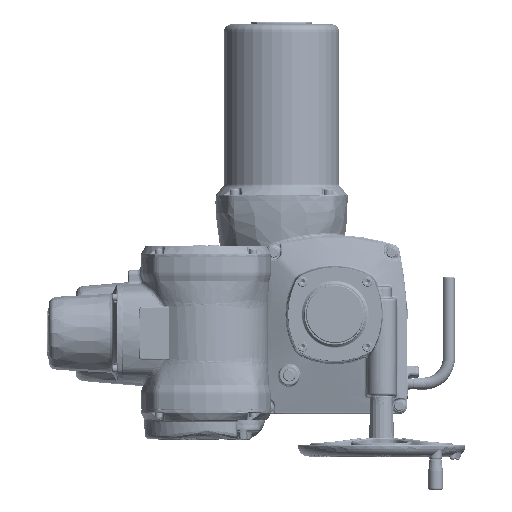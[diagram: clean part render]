
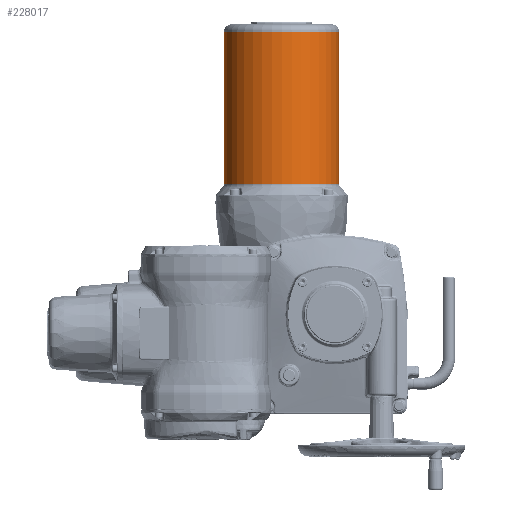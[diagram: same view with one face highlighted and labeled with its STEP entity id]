
A CAD part, top view. The second image highlights one B-rep face of the part: STEP entity #228017.
In plain terms, the highlighted cylindrical face has radius 75.5 mm (diameter 151 mm), a full revolution.
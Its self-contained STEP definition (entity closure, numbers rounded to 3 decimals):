
#8779=B_SPLINE_CURVE_WITH_KNOTS('',3,(#346707,#346708,#346709,#346710,#346711,
#346712,#346713,#346714,#346715,#346716,#346717,#346718,#346719,#346720,
#346721,#346722,#346723,#346724,#346725,#346726,#346727,#346728,#346729,
#346730,#346731,#346732,#346733,#346734,#346735,#346736,#346737,#346738,
#346739,#346740,#346741),.UNSPECIFIED.,.T.,.F.,(1,1,1,1,1,1,1,1,1,1,1,1,
1,1,1,1,1,1,1,1,1,1,1,1,1,1,1,1,1,1,1,1,1,1,1,1,1,1,1),(-0.095,
-0.064,-0.033,0.,0.03,0.061,0.092,
0.123,0.155,0.186,0.217,0.248,
0.28,0.311,0.342,0.373,
0.405,0.436,0.467,0.498,
0.53,0.561,0.592,0.623,
0.655,0.686,0.717,0.748,
0.78,0.811,0.842,0.873,
0.905,0.936,0.967,1.,1.03,1.061,
1.092),.UNSPECIFIED.);
#13973=CYLINDRICAL_SURFACE('',#239098,75.5);
#48958=ORIENTED_EDGE('',*,*,#90597,.T.);
#48959=ORIENTED_EDGE('',*,*,#90596,.T.);
#48960=ORIENTED_EDGE('',*,*,#90598,.T.);
#90596=EDGE_CURVE('',#112189,#112189,#8779,.T.);
#90597=EDGE_CURVE('',#112190,#112190,#124614,.T.);
#90598=EDGE_CURVE('',#112191,#112191,#124615,.T.);
#112189=VERTEX_POINT('',#346742);
#112190=VERTEX_POINT('',#346745);
#112191=VERTEX_POINT('',#346747);
#124614=CIRCLE('',#239099,75.5);
#124615=CIRCLE('',#239100,75.5);
#130291=EDGE_LOOP('',(#48958));
#130292=EDGE_LOOP('',(#48959));
#130293=EDGE_LOOP('',(#48960));
#141588=FACE_BOUND('',#130291,.T.);
#141589=FACE_BOUND('',#130292,.T.);
#141590=FACE_BOUND('',#130293,.T.);
#228017=ADVANCED_FACE('',(#141588,#141589,#141590),#13973,.T.);
#239098=AXIS2_PLACEMENT_3D('',#346743,#257497,#257498);
#239099=AXIS2_PLACEMENT_3D('',#346744,#257499,#257500);
#239100=AXIS2_PLACEMENT_3D('',#346746,#257501,#257502);
#257497=DIRECTION('',(0.,1.,0.));
#257498=DIRECTION('',(-1.,0.,0.));
#257499=DIRECTION('',(0.,-1.,0.));
#257500=DIRECTION('',(1.,0.,0.));
#257501=DIRECTION('',(0.,1.,0.));
#257502=DIRECTION('',(-1.,0.,0.));
#346707=CARTESIAN_POINT('',(-53.994,256.519,3.214));
#346708=CARTESIAN_POINT('',(-53.305,259.873,3.369));
#346709=CARTESIAN_POINT('',(-53.238,263.299,3.384));
#346710=CARTESIAN_POINT('',(-53.752,266.593,3.268));
#346711=CARTESIAN_POINT('',(-54.88,269.8,3.025));
#346712=CARTESIAN_POINT('',(-56.574,272.753,2.695));
#346713=CARTESIAN_POINT('',(-58.774,275.301,2.325));
#346714=CARTESIAN_POINT('',(-61.47,277.397,1.965));
#346715=CARTESIAN_POINT('',(-64.496,278.884,1.678));
#346716=CARTESIAN_POINT('',(-67.816,279.719,1.506));
#346717=CARTESIAN_POINT('',(-71.215,279.821,1.484));
#346718=CARTESIAN_POINT('',(-74.563,279.2,1.614));
#346719=CARTESIAN_POINT('',(-77.714,277.876,1.875));
#346720=CARTESIAN_POINT('',(-80.492,275.961,2.217));
#346721=CARTESIAN_POINT('',(-82.854,273.515,2.592));
#346722=CARTESIAN_POINT('',(-84.698,270.675,2.939));
#346723=CARTESIAN_POINT('',(-85.985,267.524,3.209));
#346724=CARTESIAN_POINT('',(-86.688,264.18,3.367));
#346725=CARTESIAN_POINT('',(-86.773,260.776,3.387));
#346726=CARTESIAN_POINT('',(-86.249,257.412,3.268));
#346727=CARTESIAN_POINT('',(-85.126,254.207,3.026));
#346728=CARTESIAN_POINT('',(-83.438,251.263,2.697));
#346729=CARTESIAN_POINT('',(-81.224,248.701,2.325));
#346730=CARTESIAN_POINT('',(-78.551,246.615,1.967));
#346731=CARTESIAN_POINT('',(-75.498,245.113,1.678));
#346732=CARTESIAN_POINT('',(-72.189,244.283,1.507));
#346733=CARTESIAN_POINT('',(-68.797,244.175,1.484));
#346734=CARTESIAN_POINT('',(-65.424,244.805,1.615));
#346735=CARTESIAN_POINT('',(-62.308,246.112,1.873));
#346736=CARTESIAN_POINT('',(-59.502,248.044,2.218));
#346737=CARTESIAN_POINT('',(-57.152,250.478,2.591));
#346738=CARTESIAN_POINT('',(-55.306,253.318,2.938));
#346739=CARTESIAN_POINT('',(-53.994,256.519,3.214));
#346740=CARTESIAN_POINT('',(-53.305,259.873,3.369));
#346741=CARTESIAN_POINT('',(-53.238,263.299,3.384));
#346742=CARTESIAN_POINT('',(-53.396,260.002,3.348));
#346743=CARTESIAN_POINT('',(-70.,102.5,77.));
#346744=CARTESIAN_POINT('',(-70.,370.,77.));
#346745=CARTESIAN_POINT('',(5.5,370.,77.));
#346746=CARTESIAN_POINT('',(-70.,170.646,77.));
#346747=CARTESIAN_POINT('',(-145.5,170.646,77.));
